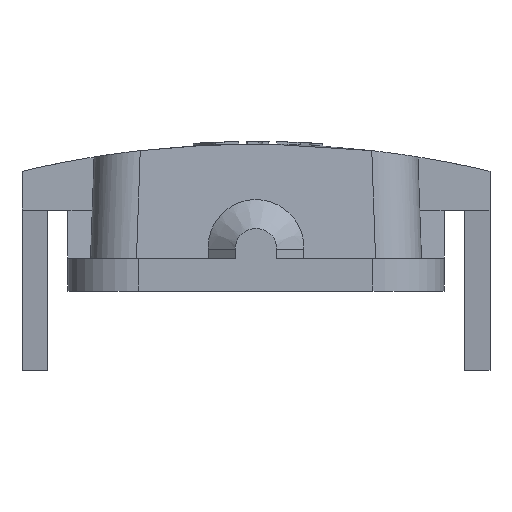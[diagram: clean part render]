
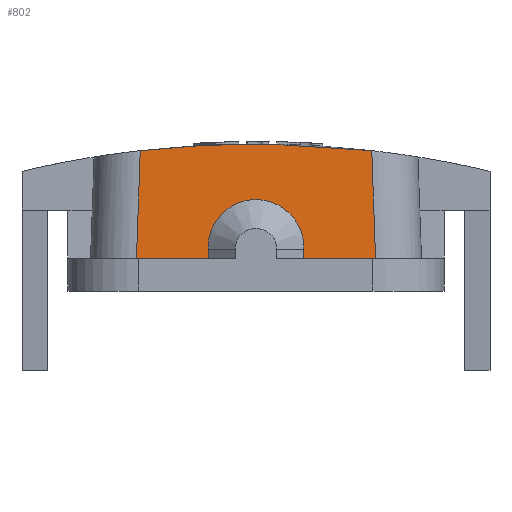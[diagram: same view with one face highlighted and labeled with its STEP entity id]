
A CAD part, left-side view. The second image highlights one B-rep face of the part: STEP entity #802.
In plain terms, the highlighted planar face has unit normal (-0.999, 0, 0.035).
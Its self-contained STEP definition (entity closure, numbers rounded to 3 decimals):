
#734=ELLIPSE('',#6550,121.974,121.9);
#743=ELLIPSE('',#6579,5.749,5.742);
#802=ADVANCED_FACE('',(#1280),#1067,.T.);
#1067=PLANE('',#6580);
#1280=FACE_OUTER_BOUND('',#1546,.T.);
#1546=EDGE_LOOP('',(#2096,#2097,#2098,#2099,#2100,#2101,#2102,#2103));
#2096=ORIENTED_EDGE('',*,*,#4017,.T.);
#2097=ORIENTED_EDGE('',*,*,#3967,.F.);
#2098=ORIENTED_EDGE('',*,*,#4018,.F.);
#2099=ORIENTED_EDGE('',*,*,#4019,.F.);
#2100=ORIENTED_EDGE('',*,*,#4020,.F.);
#2101=ORIENTED_EDGE('',*,*,#3989,.F.);
#2102=ORIENTED_EDGE('',*,*,#4021,.T.);
#2103=ORIENTED_EDGE('',*,*,#3927,.T.);
#3416=VERTEX_POINT('',#8996);
#3417=VERTEX_POINT('',#8998);
#3442=VERTEX_POINT('',#9121);
#3443=VERTEX_POINT('',#9123);
#3460=VERTEX_POINT('',#9165);
#3461=VERTEX_POINT('',#9167);
#3484=VERTEX_POINT('',#9225);
#3485=VERTEX_POINT('',#9227);
#3927=EDGE_CURVE('',#3417,#3416,#734,.T.);
#3967=EDGE_CURVE('',#3442,#3443,#5077,.T.);
#3989=EDGE_CURVE('',#3460,#3461,#5095,.T.);
#4017=EDGE_CURVE('',#3416,#3443,#5120,.T.);
#4018=EDGE_CURVE('',#3484,#3442,#5121,.T.);
#4019=EDGE_CURVE('',#3485,#3484,#743,.T.);
#4020=EDGE_CURVE('',#3461,#3485,#5122,.T.);
#4021=EDGE_CURVE('',#3460,#3417,#5123,.T.);
#5077=LINE('',#9122,#5697);
#5095=LINE('',#9166,#5715);
#5120=LINE('',#9223,#5740);
#5121=LINE('',#9224,#5741);
#5122=LINE('',#9228,#5742);
#5123=LINE('',#9229,#5743);
#5697=VECTOR('',#7316,1.);
#5715=VECTOR('',#7350,1.);
#5740=VECTOR('',#7393,1.);
#5741=VECTOR('',#7394,1.);
#5742=VECTOR('',#7397,1.);
#5743=VECTOR('',#7398,1.);
#6550=AXIS2_PLACEMENT_3D('',#8997,#7271,#7272);
#6579=AXIS2_PLACEMENT_3D('',#9226,#7395,#7396);
#6580=AXIS2_PLACEMENT_3D('',#9230,#7399,#7400);
#7271=DIRECTION('',(-0.999,0.,0.035));
#7272=DIRECTION('',(-0.035,0.,-0.999));
#7316=DIRECTION('',(0.,1.,0.));
#7350=DIRECTION('',(0.,1.,0.));
#7393=DIRECTION('',(-0.035,0.035,-0.999));
#7394=DIRECTION('',(-0.035,-0.035,-0.999));
#7395=DIRECTION('',(-0.999,0.,0.035));
#7396=DIRECTION('',(0.035,0.,0.999));
#7397=DIRECTION('',(0.035,-0.035,0.999));
#7398=DIRECTION('',(0.035,0.035,0.999));
#7399=DIRECTION('',(-0.999,0.,0.035));
#7400=DIRECTION('',(0.035,0.,0.999));
#8996=CARTESIAN_POINT('',(-44.399,13.853,14.81));
#8997=CARTESIAN_POINT('',(-48.628,0.,-106.3));
#8998=CARTESIAN_POINT('',(-44.399,-13.853,14.81));
#9121=CARTESIAN_POINT('',(-44.85,5.7,1.9));
#9122=CARTESIAN_POINT('',(-44.85,0.,1.9));
#9123=CARTESIAN_POINT('',(-44.85,14.303,1.9));
#9165=CARTESIAN_POINT('',(-44.85,-14.303,1.9));
#9166=CARTESIAN_POINT('',(-44.85,0.,1.9));
#9167=CARTESIAN_POINT('',(-44.85,-5.7,1.9));
#9223=CARTESIAN_POINT('',(-44.833,14.286,2.398));
#9224=CARTESIAN_POINT('',(-44.857,5.693,1.701));
#9225=CARTESIAN_POINT('',(-44.812,5.738,3.));
#9226=CARTESIAN_POINT('',(-44.805,0.,3.201));
#9227=CARTESIAN_POINT('',(-44.812,-5.738,3.));
#9228=CARTESIAN_POINT('',(-44.857,-5.693,1.701));
#9229=CARTESIAN_POINT('',(-44.833,-14.286,2.398));
#9230=CARTESIAN_POINT('',(-44.85,0.,1.9));
